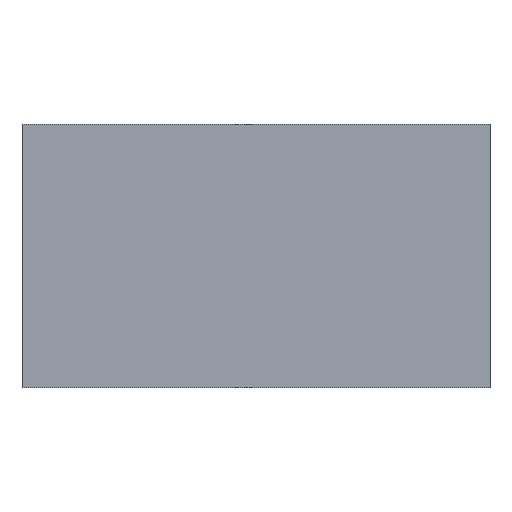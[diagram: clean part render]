
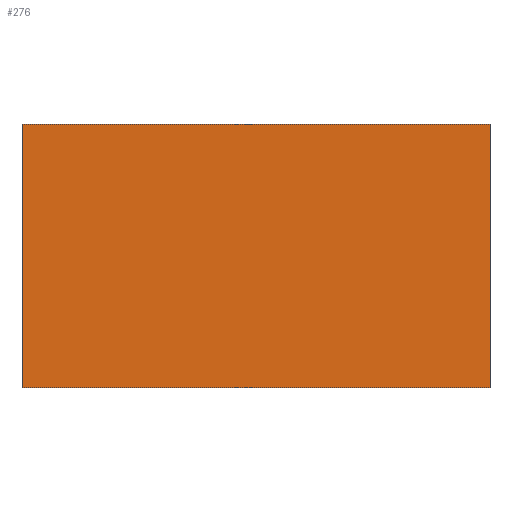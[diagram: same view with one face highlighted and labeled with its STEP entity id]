
A CAD part, front view. The second image highlights one B-rep face of the part: STEP entity #276.
In plain terms, the highlighted planar face has unit normal (0, -1, 0).
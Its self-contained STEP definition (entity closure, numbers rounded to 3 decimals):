
#31 = CARTESIAN_POINT ( 'NONE',  ( 0., 0., -57.15 ) ) ;
#56 = DIRECTION ( 'NONE',  ( 0., 1., 0. ) ) ;
#140 = VECTOR ( 'NONE', #352, 1000. ) ;
#193 = ORIENTED_EDGE ( 'NONE', *, *, #637, .T. ) ;
#196 = PLANE ( 'NONE',  #337 ) ;
#219 = VECTOR ( 'NONE', #517, 1000. ) ;
#250 = VECTOR ( 'NONE', #771, 1000. ) ;
#266 = CARTESIAN_POINT ( 'NONE',  ( 0., 0., 57.15 ) ) ;
#276 = ADVANCED_FACE ( 'NONE', ( #916 ), #196, .F. ) ;
#307 = EDGE_CURVE ( 'NONE', #636, #711, #630, .T. ) ;
#337 = AXIS2_PLACEMENT_3D ( 'NONE', #768, #56, #847 ) ;
#352 = DIRECTION ( 'NONE',  ( 0., 0., -1. ) ) ;
#452 = CARTESIAN_POINT ( 'NONE',  ( -203.2, 0., -57.15 ) ) ;
#461 = CARTESIAN_POINT ( 'NONE',  ( 0., 0., 57.15 ) ) ;
#466 = CARTESIAN_POINT ( 'NONE',  ( 0., 0., -57.15 ) ) ;
#486 = LINE ( 'NONE', #911, #250 ) ;
#492 = ORIENTED_EDGE ( 'NONE', *, *, #533, .T. ) ;
#511 = EDGE_LOOP ( 'NONE', ( #193, #868, #854, #492 ) ) ;
#517 = DIRECTION ( 'NONE',  ( 1., 0., 0. ) ) ;
#521 = VECTOR ( 'NONE', #574, 1000. ) ;
#533 = EDGE_CURVE ( 'NONE', #784, #576, #729, .T. ) ;
#574 = DIRECTION ( 'NONE',  ( 0., 0., -1. ) ) ;
#576 = VERTEX_POINT ( 'NONE', #452 ) ;
#630 = LINE ( 'NONE', #266, #140 ) ;
#636 = VERTEX_POINT ( 'NONE', #461 ) ;
#637 = EDGE_CURVE ( 'NONE', #576, #711, #827, .T. ) ;
#642 = CARTESIAN_POINT ( 'NONE',  ( -203.2, 0., 57.15 ) ) ;
#711 = VERTEX_POINT ( 'NONE', #31 ) ;
#729 = LINE ( 'NONE', #642, #521 ) ;
#768 = CARTESIAN_POINT ( 'NONE',  ( 0., 0., 57.15 ) ) ;
#771 = DIRECTION ( 'NONE',  ( 1., 0., 0. ) ) ;
#784 = VERTEX_POINT ( 'NONE', #923 ) ;
#810 = EDGE_CURVE ( 'NONE', #784, #636, #486, .T. ) ;
#827 = LINE ( 'NONE', #466, #219 ) ;
#847 = DIRECTION ( 'NONE',  ( 0., 0., 1. ) ) ;
#854 = ORIENTED_EDGE ( 'NONE', *, *, #810, .F. ) ;
#868 = ORIENTED_EDGE ( 'NONE', *, *, #307, .F. ) ;
#911 = CARTESIAN_POINT ( 'NONE',  ( 0., 0., 57.15 ) ) ;
#916 = FACE_OUTER_BOUND ( 'NONE', #511, .T. ) ;
#923 = CARTESIAN_POINT ( 'NONE',  ( -203.2, 0., 57.15 ) ) ;
